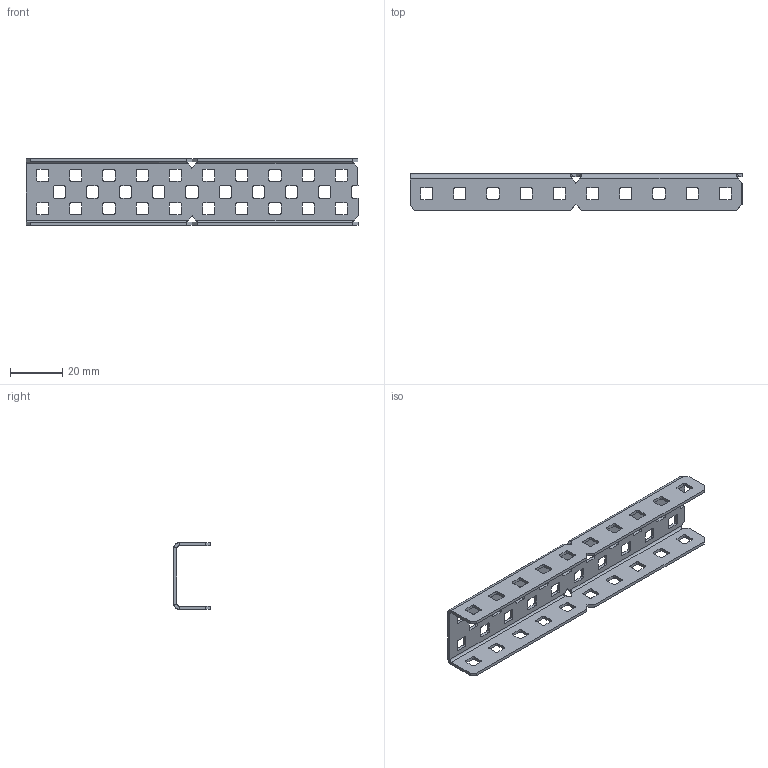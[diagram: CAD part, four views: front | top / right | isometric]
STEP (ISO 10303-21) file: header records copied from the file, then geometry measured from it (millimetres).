
FILE_DESCRIPTION(/* description */ (''),/* implementation_level */ '2;1');
FILE_NAME(/* name */ 'Aluminum C-Channel 1x2x1x10.ipt.step',/* time_stamp */ '2020-04-16T22:58:31-04:00',/* author */ ('Jordan'),/* organization */ (''),/* preprocessor_version */ 'ST-DEVELOPER v17',/* originating_system */ 'Autodesk Inventor 2019',/* authorisation */ '');
FILE_SCHEMA (('AUTOMOTIVE_DESIGN { 1 0 10303 214 3 1 1 }'));
Length unit declared in the file: inch
Products named in the file (1): Aluminum C-Channel 1x2x1x10
Bounding box: 127 x 13.87 x 25.4 mm (x, y, z)
Volume: 6074.7 mm3; surface area: 11859.9 mm2
Topology: 1 solids, 1 shells, 456 faces, 2870 edges, 3804 vertices
Faces by surface type: plane 238, cylinder 206, bspline 12
Entity records: 25475 total; most frequent: CARTESIAN_POINT 6822, DIRECTION 4160, ORIENTED_EDGE 2708, AXIS2_PLACEMENT_3D 1615, STYLED_ITEM 1390, EDGE_CURVE 1354, CIRCLE 1170, LINE 930
